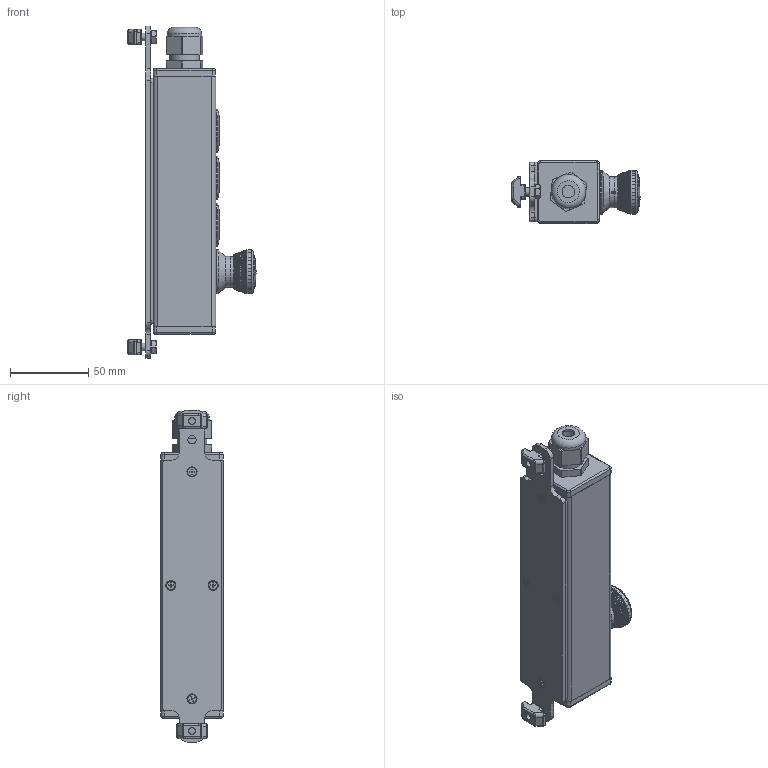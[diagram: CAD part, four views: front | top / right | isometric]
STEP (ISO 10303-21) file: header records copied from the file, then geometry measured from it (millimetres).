
FILE_DESCRIPTION(/* description */ (''),/* implementation_level */ '2;1');
FILE_NAME(/* name */ 'S44_04.stp',/* time_stamp */ '2020-11-10T10:24:40+01:00',/* author */ ('thagel'),/* organization */ (''),/* preprocessor_version */ 'ST-DEVELOPER v17.2',/* originating_system */ 'Autodesk Inventor 2019',/* authorisation */ '');
FILE_SCHEMA (('AUTOMOTIVE_DESIGN { 1 0 10303 214 3 1 1 }'));
Products named in the file (1): S44_04
Bounding box: 81.83 x 40 x 212 mm (x, y, z)
Volume: 118425.2 mm3; surface area: 93458.1 mm2
Topology: 1 solids, 11 shells, 2451 faces, 6497 edges, 4126 vertices
Faces by surface type: plane 1025, cylinder 679, torus 290, bspline 241, cone 184, sphere 32
Full cylindrical faces by diameter (mm): 1 x3, 2.459 x2, 2.693 x4, 3 x5, 3.2 x8, 4.2 x2, 4.567 x2, 5 x2, 5.2 x3, 5.5 x4, 6 x1, 6.4 x4, 6.7 x2, 8 x1, 10.5 x1, 12 x3, 16 x1, 18.479 x2, 18.8 x1, 19 x2, 19.65 x1, 19.85 x3, 20.05 x3, 20.4 x2, 22 x9, 22.195 x3, 22.2 x3, 22.6 x3, 25.35 x3, 26 x1
Entity records: 85772 total; most frequent: CARTESIAN_POINT 26672, ORIENTED_EDGE 12952, DIRECTION 12083, EDGE_CURVE 6476, AXIS2_PLACEMENT_3D 4806, VERTEX_POINT 4123, EDGE_LOOP 2582, LINE 2471
